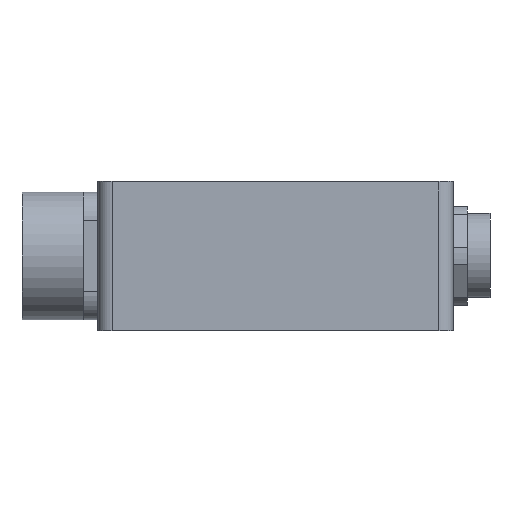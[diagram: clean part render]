
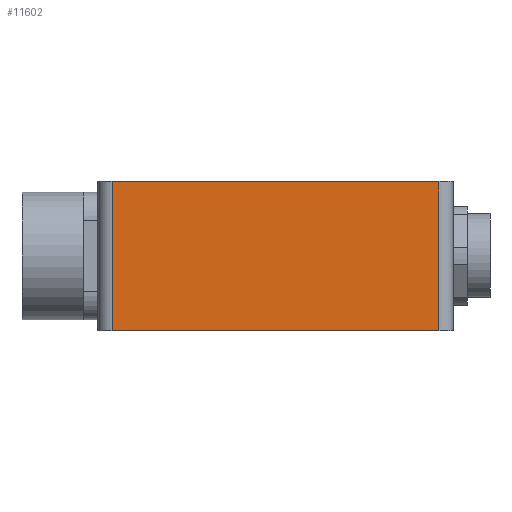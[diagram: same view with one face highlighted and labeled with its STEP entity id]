
A CAD part, front view. The second image highlights one B-rep face of the part: STEP entity #11602.
In plain terms, the highlighted planar face has unit normal (0, -1, 0).
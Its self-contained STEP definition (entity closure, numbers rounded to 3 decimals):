
#4726 = PLANE('',#4727);
#4727 = AXIS2_PLACEMENT_3D('',#4728,#4729,#4730);
#4728 = CARTESIAN_POINT('',(22.537,62.423,10.5));
#4729 = DIRECTION('',(0.,0.,1.));
#4730 = DIRECTION('',(1.,0.,0.));
#8683 = CYLINDRICAL_SURFACE('',#8684,2.);
#8684 = AXIS2_PLACEMENT_3D('',#8685,#8686,#8687);
#8685 = CARTESIAN_POINT('',(64.037,20.923,-0.375));
#8686 = DIRECTION('',(0.,0.,-1.));
#8687 = DIRECTION('',(0.707,-0.707,0.));
#8710 = PLANE('',#8711);
#8711 = AXIS2_PLACEMENT_3D('',#8712,#8713,#8714);
#8712 = CARTESIAN_POINT('',(41.037,43.923,-10.5));
#8713 = DIRECTION('',(0.,0.,1.));
#8714 = DIRECTION('',(1.,0.,0.));
#10481 = VERTEX_POINT('',#10482);
#10482 = CARTESIAN_POINT('',(64.037,18.923,-10.5));
#10503 = EDGE_CURVE('',#10481,#10504,#10506,.T.);
#10504 = VERTEX_POINT('',#10505);
#10505 = CARTESIAN_POINT('',(18.037,18.923,-10.5));
#10506 = SURFACE_CURVE('',#10507,(#10511,#10518),.PCURVE_S1.);
#10507 = LINE('',#10508,#10509);
#10508 = CARTESIAN_POINT('',(41.037,18.923,-10.5));
#10509 = VECTOR('',#10510,1.);
#10510 = DIRECTION('',(-1.,0.,0.));
#10511 = PCURVE('',#8710,#10512);
#10512 = DEFINITIONAL_REPRESENTATION('',(#10513),#10517);
#10513 = LINE('',#10514,#10515);
#10514 = CARTESIAN_POINT('',(0.,-25.));
#10515 = VECTOR('',#10516,1.);
#10516 = DIRECTION('',(-1.,0.));
#10517 = ( GEOMETRIC_REPRESENTATION_CONTEXT(2) 
PARAMETRIC_REPRESENTATION_CONTEXT() REPRESENTATION_CONTEXT('2D SPACE',''
  ) );
#10518 = PCURVE('',#10519,#10524);
#10519 = PLANE('',#10520);
#10520 = AXIS2_PLACEMENT_3D('',#10521,#10522,#10523);
#10521 = CARTESIAN_POINT('',(65.537,18.923,0.));
#10522 = DIRECTION('',(0.,1.,0.));
#10523 = DIRECTION('',(0.,0.,1.));
#10524 = DEFINITIONAL_REPRESENTATION('',(#10525),#10529);
#10525 = LINE('',#10526,#10527);
#10526 = CARTESIAN_POINT('',(-10.5,-24.5));
#10527 = VECTOR('',#10528,1.);
#10528 = DIRECTION('',(0.,-1.));
#10529 = ( GEOMETRIC_REPRESENTATION_CONTEXT(2) 
PARAMETRIC_REPRESENTATION_CONTEXT() REPRESENTATION_CONTEXT('2D SPACE',''
  ) );
#10548 = CYLINDRICAL_SURFACE('',#10549,2.);
#10549 = AXIS2_PLACEMENT_3D('',#10550,#10551,#10552);
#10550 = CARTESIAN_POINT('',(18.037,20.923,0.));
#10551 = DIRECTION('',(0.,0.,-1.));
#10552 = DIRECTION('',(-0.707,-0.707,0.));
#11602 = ADVANCED_FACE('',(#11603),#10519,.F.);
#11603 = FACE_BOUND('',#11604,.T.);
#11604 = EDGE_LOOP('',(#11605,#11627,#11628,#11650,#11672));
#11605 = ORIENTED_EDGE('',*,*,#11606,.F.);
#11606 = EDGE_CURVE('',#10504,#11607,#11609,.T.);
#11607 = VERTEX_POINT('',#11608);
#11608 = CARTESIAN_POINT('',(18.037,18.923,10.5));
#11609 = SURFACE_CURVE('',#11610,(#11614,#11621),.PCURVE_S1.);
#11610 = LINE('',#11611,#11612);
#11611 = CARTESIAN_POINT('',(18.037,18.923,9.));
#11612 = VECTOR('',#11613,1.);
#11613 = DIRECTION('',(0.,0.,1.));
#11614 = PCURVE('',#10519,#11615);
#11615 = DEFINITIONAL_REPRESENTATION('',(#11616),#11620);
#11616 = LINE('',#11617,#11618);
#11617 = CARTESIAN_POINT('',(9.,-47.5));
#11618 = VECTOR('',#11619,1.);
#11619 = DIRECTION('',(1.,0.));
#11620 = ( GEOMETRIC_REPRESENTATION_CONTEXT(2) 
PARAMETRIC_REPRESENTATION_CONTEXT() REPRESENTATION_CONTEXT('2D SPACE',''
  ) );
#11621 = PCURVE('',#10548,#11622);
#11622 = DEFINITIONAL_REPRESENTATION('',(#11623),#11626);
#11623 = B_SPLINE_CURVE_WITH_KNOTS('',1,(#11624,#11625),.UNSPECIFIED.,
  .F.,.F.,(2,2),(-19.5,1.5),.PIECEWISE_BEZIER_KNOTS.);
#11624 = CARTESIAN_POINT('',(5.498,10.5));
#11625 = CARTESIAN_POINT('',(5.498,-10.5));
#11626 = ( GEOMETRIC_REPRESENTATION_CONTEXT(2) 
PARAMETRIC_REPRESENTATION_CONTEXT() REPRESENTATION_CONTEXT('2D SPACE',''
  ) );
#11627 = ORIENTED_EDGE('',*,*,#10503,.F.);
#11628 = ORIENTED_EDGE('',*,*,#11629,.F.);
#11629 = EDGE_CURVE('',#11630,#10481,#11632,.T.);
#11630 = VERTEX_POINT('',#11631);
#11631 = CARTESIAN_POINT('',(64.037,18.923,9.));
#11632 = SURFACE_CURVE('',#11633,(#11637,#11644),.PCURVE_S1.);
#11633 = LINE('',#11634,#11635);
#11634 = CARTESIAN_POINT('',(64.037,18.923,-0.375));
#11635 = VECTOR('',#11636,1.);
#11636 = DIRECTION('',(0.,0.,-1.));
#11637 = PCURVE('',#10519,#11638);
#11638 = DEFINITIONAL_REPRESENTATION('',(#11639),#11643);
#11639 = LINE('',#11640,#11641);
#11640 = CARTESIAN_POINT('',(-0.375,-1.5));
#11641 = VECTOR('',#11642,1.);
#11642 = DIRECTION('',(-1.,0.));
#11643 = ( GEOMETRIC_REPRESENTATION_CONTEXT(2) 
PARAMETRIC_REPRESENTATION_CONTEXT() REPRESENTATION_CONTEXT('2D SPACE',''
  ) );
#11644 = PCURVE('',#8683,#11645);
#11645 = DEFINITIONAL_REPRESENTATION('',(#11646),#11649);
#11646 = B_SPLINE_CURVE_WITH_KNOTS('',1,(#11647,#11648),.UNSPECIFIED.,
  .F.,.F.,(2,2),(-9.375,10.125),.PIECEWISE_BEZIER_KNOTS.);
#11647 = CARTESIAN_POINT('',(0.785,-9.375));
#11648 = CARTESIAN_POINT('',(0.785,10.125));
#11649 = ( GEOMETRIC_REPRESENTATION_CONTEXT(2) 
PARAMETRIC_REPRESENTATION_CONTEXT() REPRESENTATION_CONTEXT('2D SPACE',''
  ) );
#11650 = ORIENTED_EDGE('',*,*,#11651,.F.);
#11651 = EDGE_CURVE('',#11652,#11630,#11654,.T.);
#11652 = VERTEX_POINT('',#11653);
#11653 = CARTESIAN_POINT('',(64.037,18.923,10.5));
#11654 = SURFACE_CURVE('',#11655,(#11659,#11666),.PCURVE_S1.);
#11655 = LINE('',#11656,#11657);
#11656 = CARTESIAN_POINT('',(64.037,18.923,9.75));
#11657 = VECTOR('',#11658,1.);
#11658 = DIRECTION('',(0.,0.,-1.));
#11659 = PCURVE('',#10519,#11660);
#11660 = DEFINITIONAL_REPRESENTATION('',(#11661),#11665);
#11661 = LINE('',#11662,#11663);
#11662 = CARTESIAN_POINT('',(9.75,-1.5));
#11663 = VECTOR('',#11664,1.);
#11664 = DIRECTION('',(-1.,0.));
#11665 = ( GEOMETRIC_REPRESENTATION_CONTEXT(2) 
PARAMETRIC_REPRESENTATION_CONTEXT() REPRESENTATION_CONTEXT('2D SPACE',''
  ) );
#11666 = PCURVE('',#8683,#11667);
#11667 = DEFINITIONAL_REPRESENTATION('',(#11668),#11671);
#11668 = B_SPLINE_CURVE_WITH_KNOTS('',1,(#11669,#11670),.UNSPECIFIED.,
  .F.,.F.,(2,2),(-0.75,0.75),.PIECEWISE_BEZIER_KNOTS.);
#11669 = CARTESIAN_POINT('',(0.785,-10.875));
#11670 = CARTESIAN_POINT('',(0.785,-9.375));
#11671 = ( GEOMETRIC_REPRESENTATION_CONTEXT(2) 
PARAMETRIC_REPRESENTATION_CONTEXT() REPRESENTATION_CONTEXT('2D SPACE',''
  ) );
#11672 = ORIENTED_EDGE('',*,*,#11673,.F.);
#11673 = EDGE_CURVE('',#11607,#11652,#11674,.T.);
#11674 = SURFACE_CURVE('',#11675,(#11679,#11686),.PCURVE_S1.);
#11675 = LINE('',#11676,#11677);
#11676 = CARTESIAN_POINT('',(62.037,18.923,10.5));
#11677 = VECTOR('',#11678,1.);
#11678 = DIRECTION('',(1.,0.,0.));
#11679 = PCURVE('',#10519,#11680);
#11680 = DEFINITIONAL_REPRESENTATION('',(#11681),#11685);
#11681 = LINE('',#11682,#11683);
#11682 = CARTESIAN_POINT('',(10.5,-3.5));
#11683 = VECTOR('',#11684,1.);
#11684 = DIRECTION('',(0.,1.));
#11685 = ( GEOMETRIC_REPRESENTATION_CONTEXT(2) 
PARAMETRIC_REPRESENTATION_CONTEXT() REPRESENTATION_CONTEXT('2D SPACE',''
  ) );
#11686 = PCURVE('',#4726,#11687);
#11687 = DEFINITIONAL_REPRESENTATION('',(#11688),#11692);
#11688 = LINE('',#11689,#11690);
#11689 = CARTESIAN_POINT('',(39.5,-43.5));
#11690 = VECTOR('',#11691,1.);
#11691 = DIRECTION('',(1.,0.));
#11692 = ( GEOMETRIC_REPRESENTATION_CONTEXT(2) 
PARAMETRIC_REPRESENTATION_CONTEXT() REPRESENTATION_CONTEXT('2D SPACE',''
  ) );
